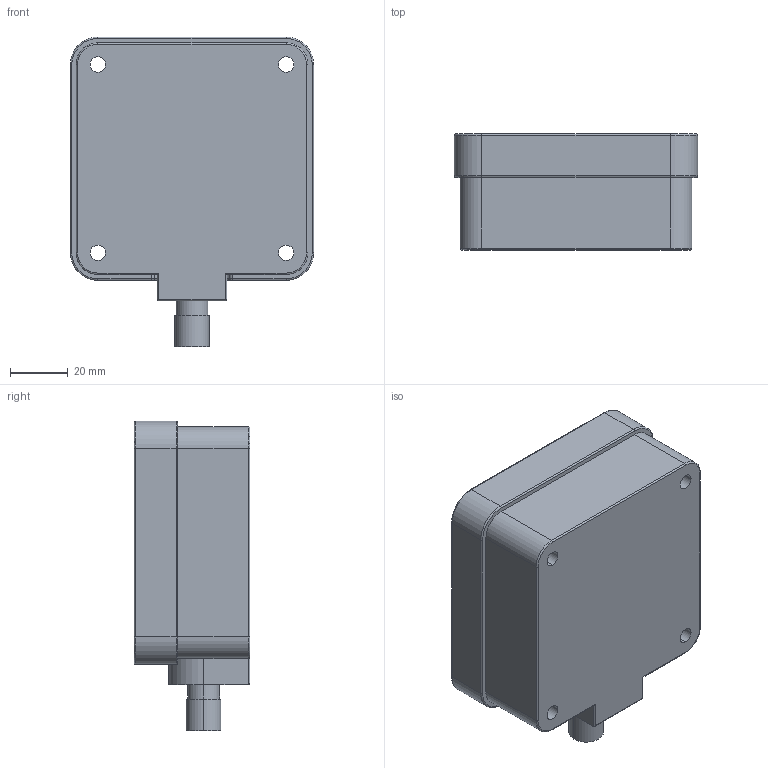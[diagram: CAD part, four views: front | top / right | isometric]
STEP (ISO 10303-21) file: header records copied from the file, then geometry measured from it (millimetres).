
FILE_DESCRIPTION((''),'2;1');
FILE_NAME('FP_D000201A','2006-01-03T',('Pepperl+Fuchs'),('Industriehansa'),'PRO/ENGINEER BY PARAMETRIC TECHNOLOGY CORPORATION, 2005290','PRO/ENGINEER BY PARAMETRIC TECHNOLOGY CORPORATION, 2005290','');
FILE_SCHEMA(('AUTOMOTIVE_DESIGN_CC2 { 1 2 10303 214 -1 1 5 2 }'));
Length unit declared in the file: millimetre
Products named in the file (1): FP_D000201A
Bounding box: 84 x 40 x 107 mm (x, y, z)
Volume: 263170.1 mm3; surface area: 31307.8 mm2
Topology: 1 solids, 1 shells, 92 faces, 229 edges, 158 vertices
Faces by surface type: cylinder 53, plane 23, torus 15, bspline 1
Entity records: 3607 total; most frequent: DIRECTION 519, CARTESIAN_POINT 507, ORIENTED_EDGE 432, PRESENTATION_STYLE_ASSIGNMENT 237, STYLED_ITEM 231, CURVE_STYLE 230, EDGE_CURVE 216, AXIS2_PLACEMENT_3D 204
